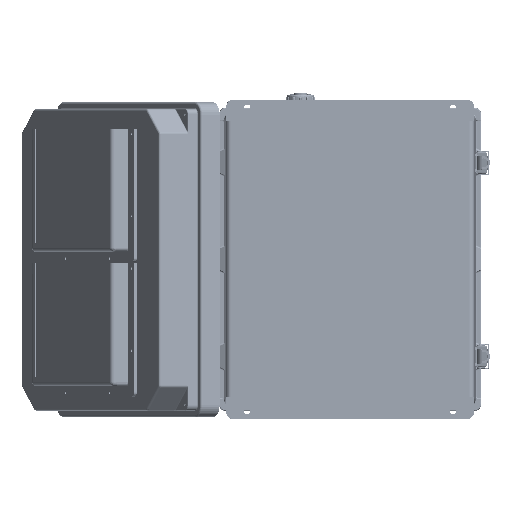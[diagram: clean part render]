
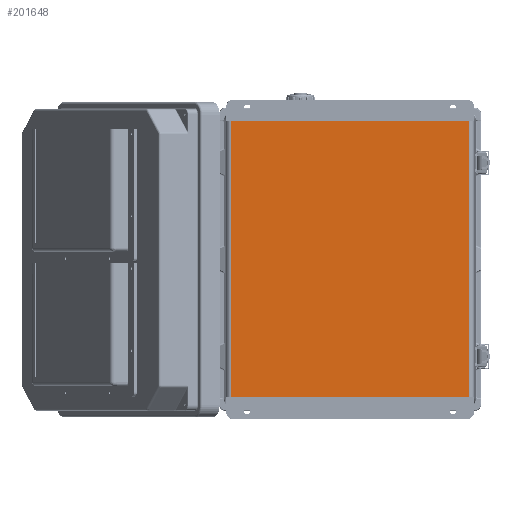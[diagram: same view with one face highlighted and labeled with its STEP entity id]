
A CAD part, front view. The second image highlights one B-rep face of the part: STEP entity #201648.
In plain terms, the highlighted planar face has unit normal (0, -1, 0).
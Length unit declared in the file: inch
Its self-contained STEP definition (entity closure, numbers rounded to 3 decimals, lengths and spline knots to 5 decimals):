
#12409 = ORIENTED_EDGE ( 'NONE', *, *, #34561, .F. ) ;
#12931 = LINE ( 'NONE', #209302, #136491 ) ;
#14185 = PLANE ( 'NONE',  #137586 ) ;
#23869 = VECTOR ( 'NONE', #73966, 39.37008 ) ;
#32248 = CARTESIAN_POINT ( 'NONE',  ( -5.78771, 0.05906, -1.04331 ) ) ;
#34561 = EDGE_CURVE ( 'NONE', #236393, #266411, #134394, .T. ) ;
#38755 = CARTESIAN_POINT ( 'NONE',  ( 6.11811, 0.05906, -1.04331 ) ) ;
#55972 = DIRECTION ( 'NONE',  ( 0., 1., 0. ) ) ;
#57426 = FACE_OUTER_BOUND ( 'NONE', #137777, .T. ) ;
#71111 = DIRECTION ( 'NONE',  ( 0., 0., 1. ) ) ;
#71123 = EDGE_CURVE ( 'NONE', #153789, #266411, #116074, .T. ) ;
#73966 = DIRECTION ( 'NONE',  ( 0., 0., 1. ) ) ;
#76898 = DIRECTION ( 'NONE',  ( -1., 0., 0. ) ) ;
#80196 = VERTEX_POINT ( 'NONE', #115749 ) ;
#115749 = CARTESIAN_POINT ( 'NONE',  ( 5.78771, 0.05906, -14.4685 ) ) ;
#116074 = LINE ( 'NONE', #38755, #256021 ) ;
#116786 = DIRECTION ( 'NONE',  ( 0., 0., 1. ) ) ;
#134394 = LINE ( 'NONE', #32248, #23869 ) ;
#136491 = VECTOR ( 'NONE', #71111, 39.37008 ) ;
#137586 = AXIS2_PLACEMENT_3D ( 'NONE', #242329, #55972, #116786 ) ;
#137777 = EDGE_LOOP ( 'NONE', ( #12409, #175738, #260924, #180463 ) ) ;
#153789 = VERTEX_POINT ( 'NONE', #216061 ) ;
#165829 = CARTESIAN_POINT ( 'NONE',  ( 6.11811, 0.05906, -14.4685 ) ) ;
#175738 = ORIENTED_EDGE ( 'NONE', *, *, #191960, .F. ) ;
#180463 = ORIENTED_EDGE ( 'NONE', *, *, #71123, .T. ) ;
#191960 = EDGE_CURVE ( 'NONE', #80196, #236393, #233578, .T. ) ;
#197838 = CARTESIAN_POINT ( 'NONE',  ( -5.78771, 0.05906, -14.4685 ) ) ;
#201648 = ADVANCED_FACE ( 'NONE', ( #57426 ), #14185, .F. ) ;
#205781 = DIRECTION ( 'NONE',  ( -1., 0., 0. ) ) ;
#209292 = EDGE_CURVE ( 'NONE', #80196, #153789, #12931, .T. ) ;
#209302 = CARTESIAN_POINT ( 'NONE',  ( 5.78771, 0.05906, -1.04331 ) ) ;
#216061 = CARTESIAN_POINT ( 'NONE',  ( 5.78771, 0.05906, -1.04331 ) ) ;
#233578 = LINE ( 'NONE', #165829, #259721 ) ;
#236393 = VERTEX_POINT ( 'NONE', #197838 ) ;
#242329 = CARTESIAN_POINT ( 'NONE',  ( 6.11811, 0.05906, -1.04331 ) ) ;
#246667 = CARTESIAN_POINT ( 'NONE',  ( -5.78771, 0.05906, -1.04331 ) ) ;
#256021 = VECTOR ( 'NONE', #76898, 39.37008 ) ;
#259721 = VECTOR ( 'NONE', #205781, 39.37008 ) ;
#260924 = ORIENTED_EDGE ( 'NONE', *, *, #209292, .T. ) ;
#266411 = VERTEX_POINT ( 'NONE', #246667 ) ;
